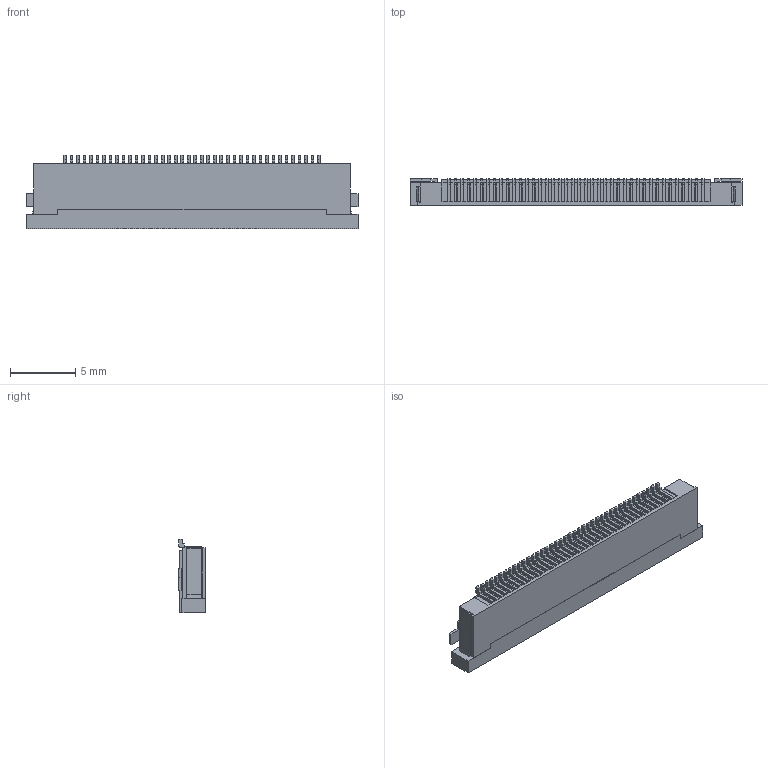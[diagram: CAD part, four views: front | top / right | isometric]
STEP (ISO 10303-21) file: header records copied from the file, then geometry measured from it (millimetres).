
FILE_DESCRIPTION(/* description */ ('STEP AP242','CAx-IF Rec.Pracs.---Representation and Presentation of Product Manufacturing Information (PMI)---4.0---2014-10-13','CAx-IF Rec.Pracs.---3D Tessellated Geometry---0.4---2014-09-14','2;1'),/* implementation_level */ '2;1');
FILE_NAME(/* name */ '66e02f57b7e23b2f564b033f',/* time_stamp */ '2024-09-10T11:36:56Z',/* author */ (''),/* organization */ (''),/* preprocessor_version */ 'ST-DEVELOPER v20',/* originating_system */ ' ',/* authorisation */ ' ');
FILE_SCHEMA (('AP242_MANAGED_MODEL_BASED_3D_ENGINEERING_MIM_LF { 1 0 10303 442 1 1 4 }'));
Length unit declared in the file: metre
Products named in the file (1): 62684_40110ALF
Bounding box: 25.5 x 2.06 x 5.64 mm (x, y, z)
Volume: 209.3 mm3; surface area: 627.7 mm2
Topology: 1 solids, 1 shells, 1034 faces, 3084 edges, 2054 vertices
Faces by surface type: plane 874, cylinder 160
Entity records: 39995 total; most frequent: CARTESIAN_POINT 6173, ORIENTED_EDGE 6168, DIRECTION 5474, EDGE_CURVE 3084, LINE 2764, VECTOR 2764, VERTEX_POINT 2054, AXIS2_PLACEMENT_3D 1355
